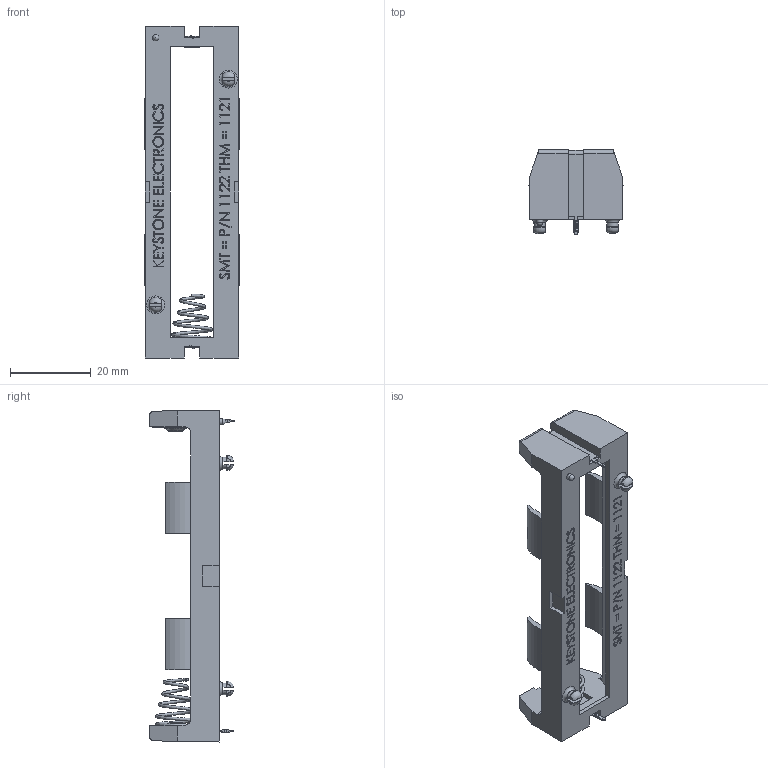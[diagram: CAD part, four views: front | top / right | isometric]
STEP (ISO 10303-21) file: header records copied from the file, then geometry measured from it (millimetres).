
FILE_DESCRIPTION (( 'STEP AP214' ), '1' );
FILE_NAME ('1121.STEP', '2020-10-22T15:33:02', ( '' ), ( '' ), 'SwSTEP 2.0', 'SolidWorks 2013', '' );
FILE_SCHEMA (( 'AUTOMOTIVE_DESIGN' ));
Length unit declared in the file: inch
Products named in the file (1): 1121
Bounding box: 23.28 x 20.98 x 82.19 mm (x, y, z)
Volume: 7138.9 mm3; surface area: 7682.2 mm2
Topology: 5 solids, 5 shells, 727 faces, 1916 edges, 1246 vertices
Faces by surface type: plane 530, bspline 111, cylinder 61, torus 19, cone 5, sphere 1
Full cylindrical faces by diameter (mm): 1.575 x1, 1.778 x1, 2.184 x1, 2.261 x1, 2.921 x2, 3.81 x2
Entity records: 38663 total; most frequent: CARTESIAN_POINT 12003, ORIENTED_EDGE 3756, DIRECTION 3023, EDGE_CURVE 1878, LINE 1477, VECTOR 1477, VERTEX_POINT 1239, EDGE_LOOP 817
